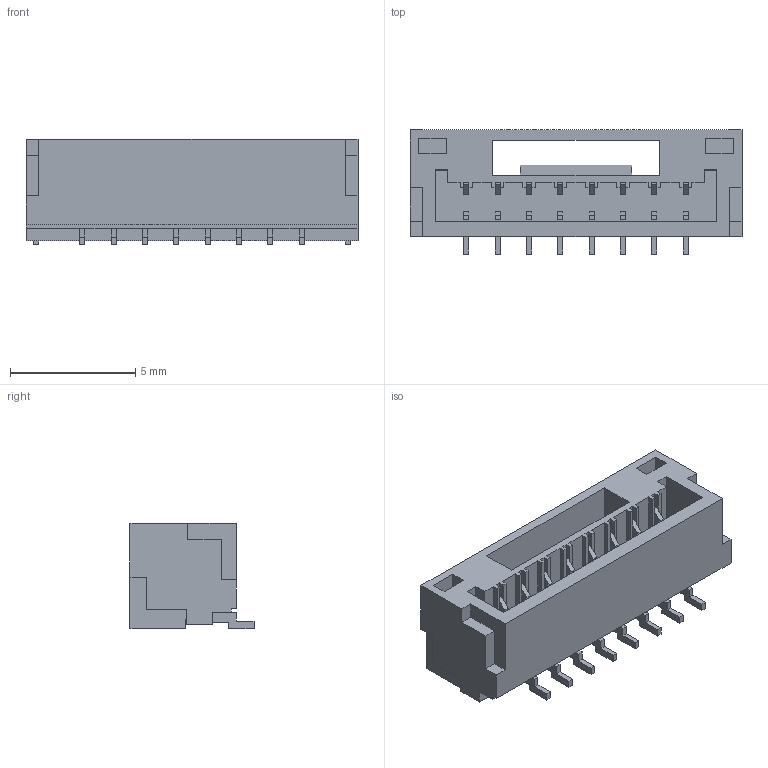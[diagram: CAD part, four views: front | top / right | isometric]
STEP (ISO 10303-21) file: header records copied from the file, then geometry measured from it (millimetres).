
FILE_DESCRIPTION(/* description */ ('model of JST_GH_BM08B-GHS-TBT_1x08-1MP_P1.25mm_Vertical'),/* implementation_level */ '2;1');
FILE_NAME(/* name */ 'JST_GH_BM08B-GHS-TBT_1x08-1MP_P1.25mm_Vertical.step',/* time_stamp */ '2018-12-04T17:24:46',/* author */ ('Frank Severinsen',''),/* organization */ (''),/* preprocessor_version */ '',/* originating_system */ '',/* authorisation */ '');
FILE_SCHEMA(('AUTOMOTIVE_DESIGN { 1 0 10303 214 1 1 1 1 }'));
Length unit declared in the file: millimetre
Products named in the file (1): JST_BM08B_GHS_TBT
Bounding box: 13.25 x 4.95 x 4.2 mm (x, y, z)
Volume: 137.4 mm3; surface area: 437.1 mm2
Topology: 1 solids, 1 shells, 317 faces, 893 edges, 590 vertices
Faces by surface type: plane 317
Entity records: 6326 total; most frequent: ORIENTED_EDGE 1375, EDGE_CURVE 893, LINE 797, CARTESIAN_POINT 758, VERTEX_POINT 590, FACE_BOUND 331, EDGE_LOOP 331, ADVANCED_FACE 317
